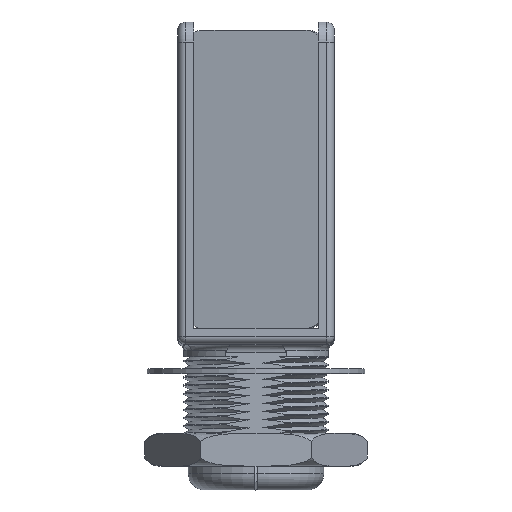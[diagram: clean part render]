
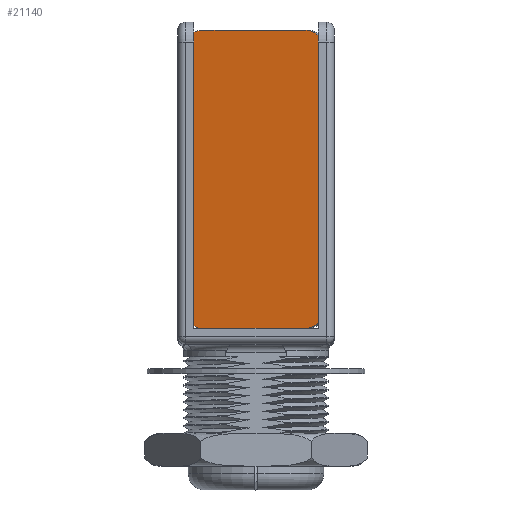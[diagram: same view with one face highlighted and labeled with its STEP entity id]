
A CAD part, top view. The second image highlights one B-rep face of the part: STEP entity #21140.
In plain terms, the highlighted planar face has unit normal (-0.174, 0, 0.985).
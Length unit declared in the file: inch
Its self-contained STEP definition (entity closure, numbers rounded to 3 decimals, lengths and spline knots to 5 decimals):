
#5437=DIRECTION('',(0.985,0.,0.174));
#5438=VECTOR('',#5437,0.51575);
#5439=CARTESIAN_POINT('',(-0.26436,0.07874,
1.10784));
#5440=LINE('',#5439,#5438);
#5776=CARTESIAN_POINT('',(-0.26436,1.45669,
1.10784));
#5777=DIRECTION('',(-0.174,0.,0.985));
#5778=DIRECTION('',(0.,1.,0.));
#5779=AXIS2_PLACEMENT_3D('',#5776,#5777,#5778);
#5781=DIRECTION('',(-0.985,0.,-0.174));
#5782=VECTOR('',#5781,0.51575);
#5783=CARTESIAN_POINT('',(0.24355,1.53543,1.1974));
#5784=LINE('',#5783,#5782);
#5785=CARTESIAN_POINT('',(0.24355,1.45669,1.1974));
#5786=DIRECTION('',(-0.174,0.,0.985));
#5787=DIRECTION('',(0.757,0.64,0.133));
#5788=AXIS2_PLACEMENT_3D('',#5785,#5786,#5787);
#5790=CARTESIAN_POINT('',(0.24355,0.15748,
1.1974));
#5791=DIRECTION('',(-0.174,0.,0.985));
#5792=DIRECTION('',(0.,-1.,0.));
#5793=AXIS2_PLACEMENT_3D('',#5790,#5791,#5792);
#5795=CARTESIAN_POINT('',(-0.26436,0.15748,
1.10784));
#5796=DIRECTION('',(-0.174,0.,0.985));
#5797=DIRECTION('',(-0.493,-0.866,-0.087));
#5798=AXIS2_PLACEMENT_3D('',#5795,#5796,#5797);
#5813=DIRECTION('',(0.,1.,0.));
#5814=VECTOR('',#5813,1.43558);
#5815=CARTESIAN_POINT('',(-0.30315,0.0893,
1.101));
#5816=LINE('',#5815,#5814);
#5979=DIRECTION('',(0.,1.,0.));
#5980=VECTOR('',#5979,1.39995);
#5981=CARTESIAN_POINT('',(0.30315,0.10711,
1.20791));
#5982=LINE('',#5981,#5980);
#15383=CARTESIAN_POINT('',(-0.26436,1.53543,
1.10784));
#15385=VERTEX_POINT('',#15383);
#15391=CARTESIAN_POINT('',(0.24355,1.53543,
1.1974));
#15392=VERTEX_POINT('',#15391);
#15395=CARTESIAN_POINT('',(-0.30315,0.0893,
1.101));
#15396=CARTESIAN_POINT('',(-0.30315,1.52488,
1.101));
#15397=VERTEX_POINT('',#15395);
#15398=VERTEX_POINT('',#15396);
#15403=CARTESIAN_POINT('',(-0.26436,0.07874,
1.10784));
#15404=CARTESIAN_POINT('',(0.24355,0.07874,
1.1974));
#15405=VERTEX_POINT('',#15403);
#15406=VERTEX_POINT('',#15404);
#15407=CARTESIAN_POINT('',(0.30315,0.10711,
1.20791));
#15408=CARTESIAN_POINT('',(0.30315,1.50706,
1.20791));
#15409=VERTEX_POINT('',#15407);
#15410=VERTEX_POINT('',#15408);
#21119=CARTESIAN_POINT('',(0.32691,1.53543,
1.2121));
#21120=DIRECTION('',(-0.174,0.,0.985));
#21121=DIRECTION('',(0.985,0.,0.174));
#21122=AXIS2_PLACEMENT_3D('',#21119,#21120,#21121);
#21123=PLANE('',#21122);
#21125=ORIENTED_EDGE('',*,*,#21124,.T.);
#21127=ORIENTED_EDGE('',*,*,#21126,.F.);
#21129=ORIENTED_EDGE('',*,*,#21128,.F.);
#21131=ORIENTED_EDGE('',*,*,#21130,.F.);
#21133=ORIENTED_EDGE('',*,*,#21132,.F.);
#21134=ORIENTED_EDGE('',*,*,#21107,.F.);
#21135=ORIENTED_EDGE('',*,*,#20546,.F.);
#21137=ORIENTED_EDGE('',*,*,#21136,.F.);
#21138=EDGE_LOOP('',(#21125,#21127,#21129,#21131,#21133,#21134,#21135,#21137));
#21139=FACE_OUTER_BOUND('',#21138,.F.);
#21140=ADVANCED_FACE('',(#21139),#21123,.T.);
#5780=CIRCLE('',#5779,0.07874);
#5789=CIRCLE('',#5788,0.07874);
#5794=CIRCLE('',#5793,0.07874);
#5799=CIRCLE('',#5798,0.07874);
#20546=EDGE_CURVE('',#15405,#15406,#5440,.T.);
#21107=EDGE_CURVE('',#15406,#15409,#5794,.T.);
#21124=EDGE_CURVE('',#15397,#15398,#5816,.T.);
#21126=EDGE_CURVE('',#15385,#15398,#5780,.T.);
#21128=EDGE_CURVE('',#15392,#15385,#5784,.T.);
#21130=EDGE_CURVE('',#15410,#15392,#5789,.T.);
#21132=EDGE_CURVE('',#15409,#15410,#5982,.T.);
#21136=EDGE_CURVE('',#15397,#15405,#5799,.T.);
